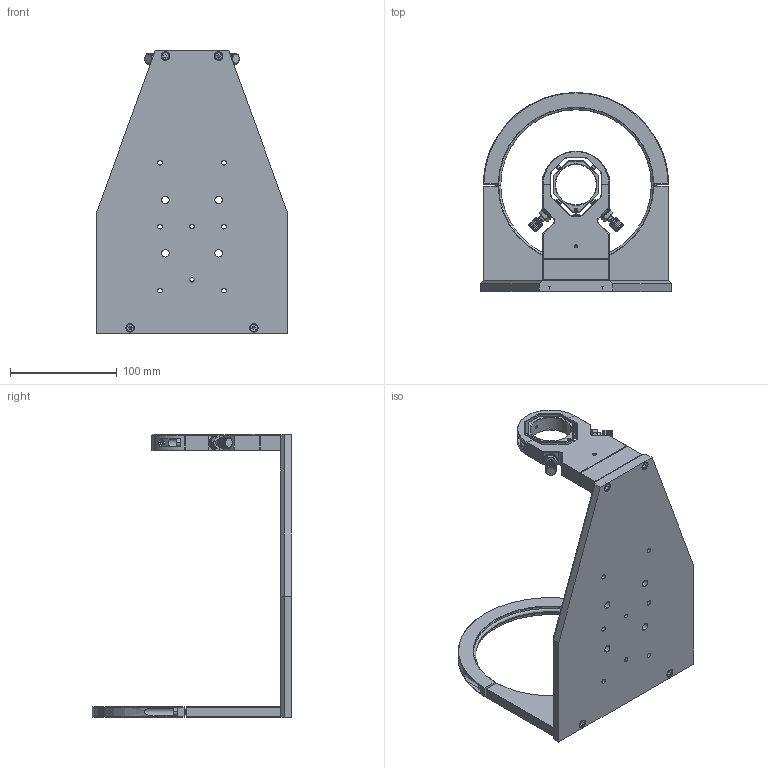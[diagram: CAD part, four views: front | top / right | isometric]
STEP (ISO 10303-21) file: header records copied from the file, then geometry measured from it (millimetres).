
FILE_DESCRIPTION (( 'STEP AP203' ), '1' );
FILE_NAME ('DP29509.step', '2022-01-05T09:45:20', ( '' ), ( '' ), 'SwSTEP 2.0', 'SolidWorks 2021', '' );
FILE_SCHEMA (( 'CONFIG_CONTROL_DESIGN' ));
Length unit declared in the file: millimetre
Products named in the file (1): DP29509
Bounding box: 179 x 187 x 265 mm (x, y, z)
Surface area: 154019.7 mm2 (no closed solid volume)
Topology: 0 solids, 56 shells, 699 faces, 2547 edges, 1823 vertices
Faces by surface type: plane 421, cylinder 152, cone 70, torus 42, sphere 8, bspline 6
Entity records: 30708 total; most frequent: CARTESIAN_POINT 9916, DIRECTION 4082, ORIENTED_EDGE 4032, EDGE_CURVE 2543, VERTEX_POINT 1823, AXIS2_PLACEMENT_3D 1425, VECTOR 1232, LINE 1232
